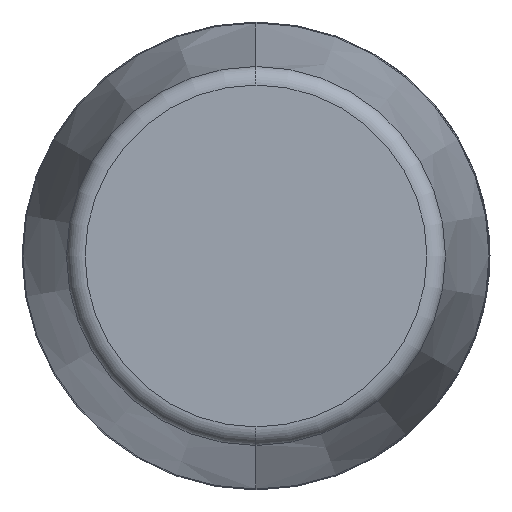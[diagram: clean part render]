
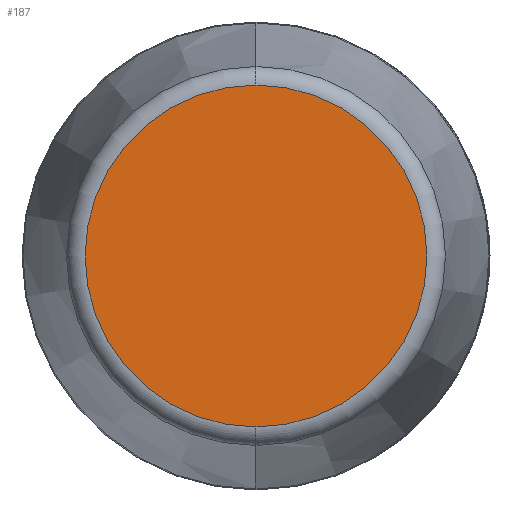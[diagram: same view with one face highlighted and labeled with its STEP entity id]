
A CAD part, left-side view. The second image highlights one B-rep face of the part: STEP entity #187.
In plain terms, the highlighted planar face has unit normal (-1, 0, 0).
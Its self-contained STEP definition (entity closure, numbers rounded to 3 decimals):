
#21 = CARTESIAN_POINT ( 'NONE',  ( -14.6, 0., 0. ) ) ;
#35 = CARTESIAN_POINT ( 'NONE',  ( -14.6, 0., -1.827 ) ) ;
#89 = VERTEX_POINT ( 'NONE', #149 ) ;
#96 = EDGE_CURVE ( 'NONE', #378, #89, #169, .T. ) ;
#116 = DIRECTION ( 'NONE',  ( -1., 0., 0. ) ) ;
#149 = CARTESIAN_POINT ( 'NONE',  ( -14.6, 0., 1.827 ) ) ;
#169 = CIRCLE ( 'NONE', #595, 1.827 ) ;
#187 = ADVANCED_FACE ( 'NONE', ( #219 ), #513, .F. ) ;
#202 = DIRECTION ( 'NONE',  ( 0., 0., -1. ) ) ;
#206 = CARTESIAN_POINT ( 'NONE',  ( -14.6, 0., 0. ) ) ;
#219 = FACE_OUTER_BOUND ( 'NONE', #490, .T. ) ;
#220 = CIRCLE ( 'NONE', #562, 1.827 ) ;
#309 = DIRECTION ( 'NONE',  ( 0., 0., -1. ) ) ;
#378 = VERTEX_POINT ( 'NONE', #35 ) ;
#434 = ORIENTED_EDGE ( 'NONE', *, *, #565, .T. ) ;
#471 = ORIENTED_EDGE ( 'NONE', *, *, #96, .T. ) ;
#490 = EDGE_LOOP ( 'NONE', ( #471, #434 ) ) ;
#494 = CARTESIAN_POINT ( 'NONE',  ( -14.6, 0., 0. ) ) ;
#503 = DIRECTION ( 'NONE',  ( -1., 0., 0. ) ) ;
#513 = PLANE ( 'NONE',  #611 ) ;
#562 = AXIS2_PLACEMENT_3D ( 'NONE', #206, #116, #309 ) ;
#565 = EDGE_CURVE ( 'NONE', #89, #378, #220, .T. ) ;
#595 = AXIS2_PLACEMENT_3D ( 'NONE', #494, #503, #202 ) ;
#597 = DIRECTION ( 'NONE',  ( 1., 0., 0. ) ) ;
#607 = DIRECTION ( 'NONE',  ( 0., 0., -1. ) ) ;
#611 = AXIS2_PLACEMENT_3D ( 'NONE', #21, #597, #607 ) ;
